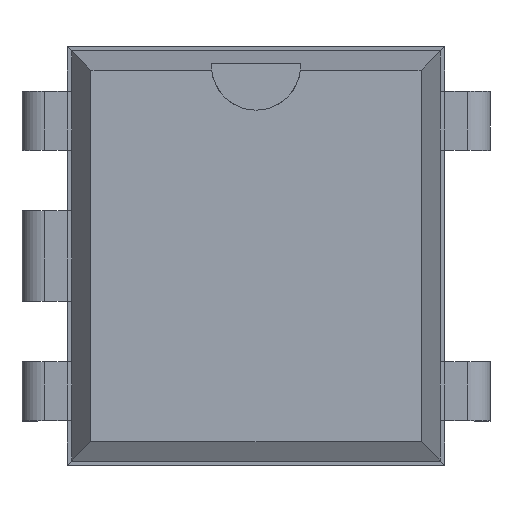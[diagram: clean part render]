
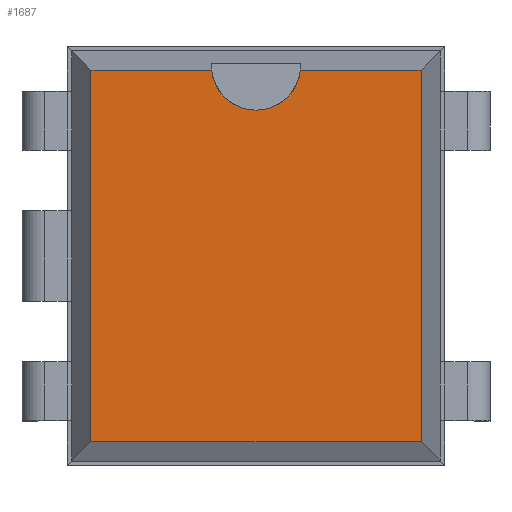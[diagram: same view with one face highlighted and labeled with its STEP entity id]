
A CAD part, top view. The second image highlights one B-rep face of the part: STEP entity #1687.
In plain terms, the highlighted planar face has unit normal (0, 0, 1).
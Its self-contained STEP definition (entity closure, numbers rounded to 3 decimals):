
#27=VECTOR('',#28,1.);
#28=DIRECTION('',(0.,1.,0.));
#34=VECTOR('',#35,1.);
#35=DIRECTION('',(-1.,0.,0.));
#41=VECTOR('',#42,1.);
#42=DIRECTION('',(0.,-1.,0.));
#46=VECTOR('',#47,1.);
#47=DIRECTION('',(1.,0.,0.));
#50=DIRECTION('',(0.,0.,-1.));
#742=DIRECTION('',(0.,0.,-1.));
#1011=VERTEX_POINT('',#1012);
#1012=CARTESIAN_POINT('',(6.586,0.586,3.68));
#1014=ORIENTED_EDGE('',*,*,#1015,.F.);
#1015=EDGE_CURVE('',#1016,#1011,#1018,.T.);
#1016=VERTEX_POINT('',#1017);
#1017=CARTESIAN_POINT('',(6.586,-5.666,3.68));
#1018=LINE('',#1017,#27);
#1261=VERTEX_POINT('',#1262);
#1262=CARTESIAN_POINT('',(1.034,0.586,3.68));
#1264=ORIENTED_EDGE('',*,*,#1265,.F.);
#1265=EDGE_CURVE('',#1266,#1261,#1268,.T.);
#1266=VERTEX_POINT('',#1267);
#1267=CARTESIAN_POINT('',(3.064,0.586,3.68));
#1268=LINE('',#1012,#34);
#1287=VERTEX_POINT('',#1288);
#1288=CARTESIAN_POINT('',(4.556,0.586,3.68));
#1294=ORIENTED_EDGE('',*,*,#1295,.F.);
#1295=EDGE_CURVE('',#1011,#1287,#1268,.T.);
#1312=VERTEX_POINT('',#1313);
#1313=CARTESIAN_POINT('',(1.034,-5.666,3.68));
#1315=ORIENTED_EDGE('',*,*,#1316,.F.);
#1316=EDGE_CURVE('',#1261,#1312,#1317,.T.);
#1317=LINE('',#1262,#41);
#1682=ORIENTED_EDGE('',*,*,#1683,.F.);
#1683=EDGE_CURVE('',#1312,#1016,#1684,.T.);
#1684=LINE('',#1313,#46);
#1687=ADVANCED_FACE('',(#1688),#1699,.F.);
#1688=FACE_BOUND('',#1689,.F.);
#1689=EDGE_LOOP('',(#1014,#1682,#1315,#1264,#1690,#1697,#1294));
#1690=ORIENTED_EDGE('',*,*,#1691,.F.);
#1691=EDGE_CURVE('',#1692,#1266,#1694,.T.);
#1692=VERTEX_POINT('',#1693);
#1693=CARTESIAN_POINT('',(3.81,-0.089,3.68));
#1694=CIRCLE('',#1695,0.75);
#1695=AXIS2_PLACEMENT_3D('',#1696,#742,#42);
#1696=CARTESIAN_POINT('',(3.81,0.661,3.68));
#1697=ORIENTED_EDGE('',*,*,#1698,.F.);
#1698=EDGE_CURVE('',#1287,#1692,#1694,.T.);
#1699=PLANE('',#1700);
#1700=AXIS2_PLACEMENT_3D('',#1017,#50,#1701);
#1701=DIRECTION('',(-0.664,0.748,0.));
